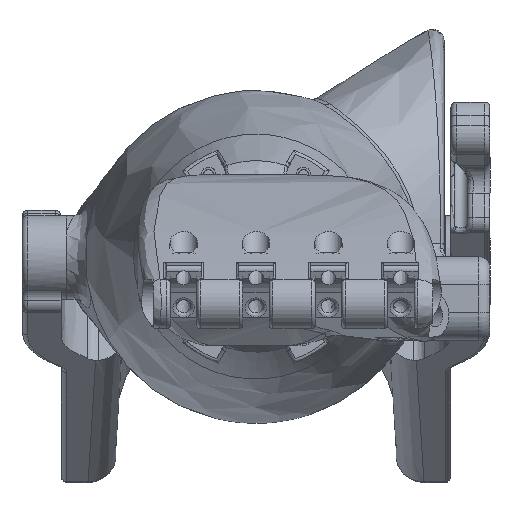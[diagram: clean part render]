
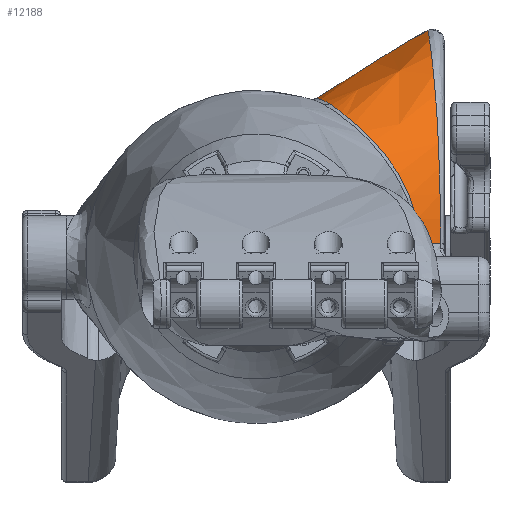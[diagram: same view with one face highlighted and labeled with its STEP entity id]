
A CAD part, top view. The second image highlights one B-rep face of the part: STEP entity #12188.
In plain terms, the highlighted free-form (B-spline) face has degree [3, 3] with [7, 4] control points.
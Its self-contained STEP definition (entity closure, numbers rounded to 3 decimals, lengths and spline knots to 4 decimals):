
#1151=B_SPLINE_SURFACE_WITH_KNOTS('',3,3,((#30720,#30721,#30722,#30723),
(#30724,#30725,#30726,#30727),(#30728,#30729,#30730,#30731),(#30732,#30733,
#30734,#30735),(#30736,#30737,#30738,#30739),(#30740,#30741,#30742,#30743),
(#30744,#30745,#30746,#30747)),.UNSPECIFIED.,.F.,.F.,.F.,(4,1,1,1,4),(4,
4),(0.1327,0.2516,0.4896,0.7276,
0.9655),(0.077,0.9777),.UNSPECIFIED.);
#2132=FACE_OUTER_BOUND('',#2943,.T.);
#2943=EDGE_LOOP('',(#9679,#9680,#9681,#9682,#9683,#9684));
#4495=B_SPLINE_CURVE_WITH_KNOTS('',3,(#28081,#28082,#28083,#28084,#28085,
#28086,#28087,#28088,#28089,#28090,#28091,#28092,#28093,#28094,#28095,#28096,
#28097,#28098,#28099,#28100,#28101,#28102,#28103,#28104,#28105,#28106,#28107,
#28108,#28109,#28110,#28111,#28112),.UNSPECIFIED.,.F.,.F.,(4,2,2,2,2,2,
2,2,2,2,2,2,2,2,2,4),(-7.0135,-6.8492,-6.3413,
-6.0878,-5.5776,-5.322,-4.805,
-4.5394,-3.9839,-3.6832,-2.9858,
-2.5426,-2.143,-1.3563,-0.5036,
0.),.UNSPECIFIED.);
#4567=B_SPLINE_CURVE_WITH_KNOTS('',3,(#30708,#30709,#30710,#30711),
 .UNSPECIFIED.,.F.,.F.,(4,4),(0.1017,0.778),
 .UNSPECIFIED.);
#4569=B_SPLINE_CURVE_WITH_KNOTS('',3,(#30749,#30750,#30751,#30752,#30753,
#30754,#30755,#30756),.UNSPECIFIED.,.F.,.F.,(4,1,1,1,1,4),(-6.6263,
-5.6797,-4.733,-2.8398,-1.8932,
0.),.UNSPECIFIED.);
#4570=B_SPLINE_CURVE_WITH_KNOTS('',3,(#30758,#30759,#30760,#30761),
 .UNSPECIFIED.,.F.,.F.,(4,4),(0.,0.0423),
 .UNSPECIFIED.);
#4571=B_SPLINE_CURVE_WITH_KNOTS('',3,(#30763,#30764,#30765,#30766),
 .UNSPECIFIED.,.F.,.F.,(4,4),(0.,1.4417),
 .UNSPECIFIED.);
#4572=B_SPLINE_CURVE_WITH_KNOTS('',3,(#30767,#30768,#30769,#30770),
 .UNSPECIFIED.,.F.,.F.,(4,4),(0.1584,1.8462),
 .UNSPECIFIED.);
#5421=VERTEX_POINT('',#27942);
#5422=VERTEX_POINT('',#28079);
#5495=VERTEX_POINT('',#30702);
#5497=VERTEX_POINT('',#30748);
#5498=VERTEX_POINT('',#30757);
#5499=VERTEX_POINT('',#30762);
#6891=EDGE_CURVE('',#5421,#5422,#4495,.T.);
#7006=EDGE_CURVE('',#5495,#5421,#4567,.T.);
#7008=EDGE_CURVE('',#5497,#5495,#4569,.T.);
#7009=EDGE_CURVE('',#5498,#5497,#4570,.T.);
#7010=EDGE_CURVE('',#5499,#5498,#4571,.T.);
#7011=EDGE_CURVE('',#5422,#5499,#4572,.T.);
#9679=ORIENTED_EDGE('',*,*,#7008,.F.);
#9680=ORIENTED_EDGE('',*,*,#7009,.F.);
#9681=ORIENTED_EDGE('',*,*,#7010,.F.);
#9682=ORIENTED_EDGE('',*,*,#7011,.F.);
#9683=ORIENTED_EDGE('',*,*,#6891,.F.);
#9684=ORIENTED_EDGE('',*,*,#7006,.F.);
#12188=ADVANCED_FACE('',(#2132),#1151,.F.);
#27942=CARTESIAN_POINT('',(0.1134,1.4757,1.4136));
#28079=CARTESIAN_POINT('',(1.4257,0.5467,2.8184));
#28081=CARTESIAN_POINT('Ctrl Pts',(0.1134,1.4757,1.4136));
#28082=CARTESIAN_POINT('Ctrl Pts',(0.1341,1.4745,1.4151));
#28083=CARTESIAN_POINT('Ctrl Pts',(0.1549,1.4728,1.4164));
#28084=CARTESIAN_POINT('Ctrl Pts',(0.2394,1.4637,1.4211));
#28085=CARTESIAN_POINT('Ctrl Pts',(0.3029,1.4521,1.4232));
#28086=CARTESIAN_POINT('Ctrl Pts',(0.3959,1.4284,1.4259));
#28087=CARTESIAN_POINT('Ctrl Pts',(0.4265,1.4194,1.4267));
#28088=CARTESIAN_POINT('Ctrl Pts',(0.5174,1.3895,1.4294));
#28089=CARTESIAN_POINT('Ctrl Pts',(0.576,1.3656,1.4315));
#28090=CARTESIAN_POINT('Ctrl Pts',(0.6612,1.3244,1.4369));
#28091=CARTESIAN_POINT('Ctrl Pts',(0.6892,1.3098,1.439));
#28092=CARTESIAN_POINT('Ctrl Pts',(0.7721,1.2631,1.4471));
#28093=CARTESIAN_POINT('Ctrl Pts',(0.8251,1.2286,1.4547));
#28094=CARTESIAN_POINT('Ctrl Pts',(0.9007,1.1731,1.4714));
#28095=CARTESIAN_POINT('Ctrl Pts',(0.9256,1.1538,1.4779));
#28096=CARTESIAN_POINT('Ctrl Pts',(0.9996,1.0928,1.5015));
#28097=CARTESIAN_POINT('Ctrl Pts',(1.0464,1.0495,1.5224));
#28098=CARTESIAN_POINT('Ctrl Pts',(1.1119,0.9832,1.5644));
#28099=CARTESIAN_POINT('Ctrl Pts',(1.1337,0.96,1.5811));
#28100=CARTESIAN_POINT('Ctrl Pts',(1.2015,0.8852,1.6425));
#28101=CARTESIAN_POINT('Ctrl Pts',(1.2425,0.835,1.6973));
#28102=CARTESIAN_POINT('Ctrl Pts',(1.2976,0.7648,1.8019));
#28103=CARTESIAN_POINT('Ctrl Pts',(1.316,0.7404,1.8456));
#28104=CARTESIAN_POINT('Ctrl Pts',(1.3466,0.6989,1.9342));
#28105=CARTESIAN_POINT('Ctrl Pts',(1.3591,0.6813,1.9784));
#28106=CARTESIAN_POINT('Ctrl Pts',(1.3911,0.6351,2.1136));
#28107=CARTESIAN_POINT('Ctrl Pts',(1.404,0.6088,2.2066));
#28108=CARTESIAN_POINT('Ctrl Pts',(1.4207,0.5663,2.4079));
#28109=CARTESIAN_POINT('Ctrl Pts',(1.4234,0.5516,2.5161));
#28110=CARTESIAN_POINT('Ctrl Pts',(1.4251,0.5431,2.6895));
#28111=CARTESIAN_POINT('Ctrl Pts',(1.4253,0.5432,2.7541));
#28112=CARTESIAN_POINT('Ctrl Pts',(1.4257,0.5467,2.8184));
#30702=CARTESIAN_POINT('',(0.1193,1.6596,1.6086));
#30708=CARTESIAN_POINT('Ctrl Pts',(0.1193,1.6596,1.6086));
#30709=CARTESIAN_POINT('Ctrl Pts',(0.1174,1.5978,1.5441));
#30710=CARTESIAN_POINT('Ctrl Pts',(0.1154,1.5365,1.4791));
#30711=CARTESIAN_POINT('Ctrl Pts',(0.1134,1.4757,1.4136));
#30720=CARTESIAN_POINT('Ctrl Pts',(0.2809,0.5337,0.4255));
#30721=CARTESIAN_POINT('Ctrl Pts',(0.2141,0.909,
0.8192));
#30722=CARTESIAN_POINT('Ctrl Pts',(0.1474,1.2843,1.2128));
#30723=CARTESIAN_POINT('Ctrl Pts',(0.0807,1.6596,1.6064));
#30724=CARTESIAN_POINT('Ctrl Pts',(0.3842,0.5337,0.504));
#30725=CARTESIAN_POINT('Ctrl Pts',(0.3301,0.909,
0.8737));
#30726=CARTESIAN_POINT('Ctrl Pts',(0.276,1.2843,1.2434));
#30727=CARTESIAN_POINT('Ctrl Pts',(0.2218,1.6596,1.6132));
#30728=CARTESIAN_POINT('Ctrl Pts',(0.6788,0.5337,0.7606));
#30729=CARTESIAN_POINT('Ctrl Pts',(0.667,0.909,
1.0652));
#30730=CARTESIAN_POINT('Ctrl Pts',(0.6552,1.2843,1.3698));
#30731=CARTESIAN_POINT('Ctrl Pts',(0.6435,1.6596,1.6744));
#30732=CARTESIAN_POINT('Ctrl Pts',(1.0775,0.5337,1.2847));
#30733=CARTESIAN_POINT('Ctrl Pts',(1.1506,0.909,1.5163));
#30734=CARTESIAN_POINT('Ctrl Pts',(1.2236,1.2843,1.7478));
#30735=CARTESIAN_POINT('Ctrl Pts',(1.2967,1.6596,1.9793));
#30736=CARTESIAN_POINT('Ctrl Pts',(1.3703,0.5337,2.0227));
#30737=CARTESIAN_POINT('Ctrl Pts',(1.5415,0.909,2.2206));
#30738=CARTESIAN_POINT('Ctrl Pts',(1.7126,1.2843,2.4184));
#30739=CARTESIAN_POINT('Ctrl Pts',(1.8838,1.6596,2.6163));
#30740=CARTESIAN_POINT('Ctrl Pts',(1.4258,0.5337,2.5508));
#30741=CARTESIAN_POINT('Ctrl Pts',(1.6456,0.909,2.7532));
#30742=CARTESIAN_POINT('Ctrl Pts',(1.8653,1.2843,2.9556));
#30743=CARTESIAN_POINT('Ctrl Pts',(2.0851,1.6596,3.158));
#30744=CARTESIAN_POINT('Ctrl Pts',(1.4174,0.5337,2.814));
#30745=CARTESIAN_POINT('Ctrl Pts',(1.6551,0.909,3.022));
#30746=CARTESIAN_POINT('Ctrl Pts',(1.8929,1.2843,3.23));
#30747=CARTESIAN_POINT('Ctrl Pts',(2.1306,1.6596,3.438));
#30748=CARTESIAN_POINT('',(2.0353,1.5435,3.2475));
#30749=CARTESIAN_POINT('Ctrl Pts',(2.0353,1.5435,3.2475));
#30750=CARTESIAN_POINT('Ctrl Pts',(2.0117,1.5481,3.12));
#30751=CARTESIAN_POINT('Ctrl Pts',(1.9412,1.5589,2.8689));
#30752=CARTESIAN_POINT('Ctrl Pts',(1.7062,1.5894,2.3992));
#30753=CARTESIAN_POINT('Ctrl Pts',(1.331,1.6234,2.0198));
#30754=CARTESIAN_POINT('Ctrl Pts',(0.7582,1.6484,1.7094));
#30755=CARTESIAN_POINT('Ctrl Pts',(0.3758,1.6561,1.6218));
#30756=CARTESIAN_POINT('Ctrl Pts',(0.1193,1.6596,1.6086));
#30757=CARTESIAN_POINT('',(2.0275,1.5285,3.2463));
#30758=CARTESIAN_POINT('Ctrl Pts',(2.0275,1.5285,3.2463));
#30759=CARTESIAN_POINT('Ctrl Pts',(2.0301,1.5335,3.2467));
#30760=CARTESIAN_POINT('Ctrl Pts',(2.0327,1.5385,3.2471));
#30761=CARTESIAN_POINT('Ctrl Pts',(2.0353,1.5435,3.2475));
#30762=CARTESIAN_POINT('',(1.7472,1.0544,3.1016));
#30763=CARTESIAN_POINT('Ctrl Pts',(1.7472,1.0544,3.1016));
#30764=CARTESIAN_POINT('Ctrl Pts',(1.8387,1.1988,3.1826));
#30765=CARTESIAN_POINT('Ctrl Pts',(1.9383,1.3574,3.2315));
#30766=CARTESIAN_POINT('Ctrl Pts',(2.0275,1.5285,3.2463));
#30767=CARTESIAN_POINT('Ctrl Pts',(1.4257,0.5467,2.8184));
#30768=CARTESIAN_POINT('Ctrl Pts',(1.5329,0.7161,2.9124));
#30769=CARTESIAN_POINT('Ctrl Pts',(1.6401,0.8854,3.0067));
#30770=CARTESIAN_POINT('Ctrl Pts',(1.7472,1.0544,3.1016));
